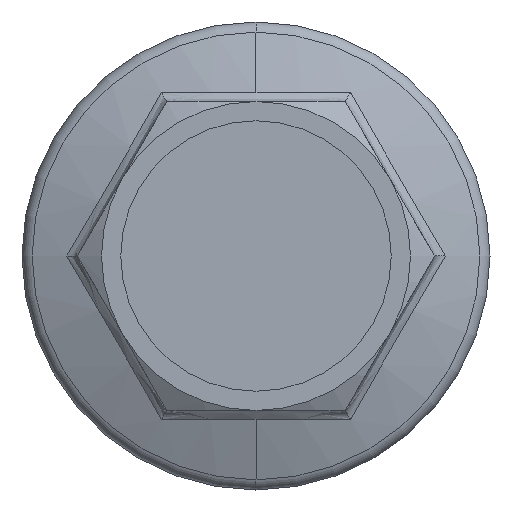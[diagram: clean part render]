
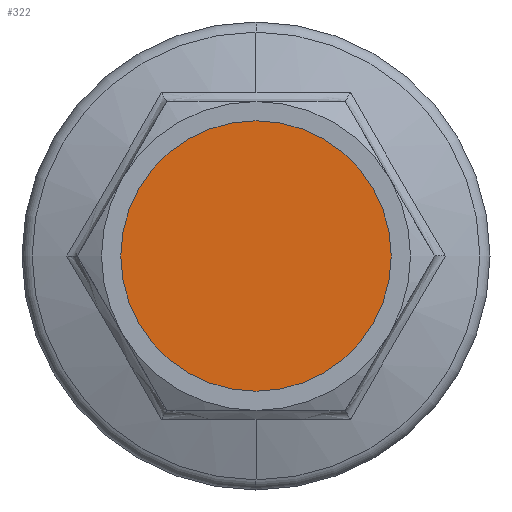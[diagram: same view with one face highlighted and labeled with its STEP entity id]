
A CAD part, left-side view. The second image highlights one B-rep face of the part: STEP entity #322.
In plain terms, the highlighted planar face has unit normal (-1, 0, 0).
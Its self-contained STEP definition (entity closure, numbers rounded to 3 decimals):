
#197 = EDGE_LOOP ( 'NONE', ( #221, #852 ) ) ;
#221 = ORIENTED_EDGE ( 'NONE', *, *, #497, .F. ) ;
#245 = CARTESIAN_POINT ( 'NONE',  ( 0.45, 0., 0. ) ) ;
#281 = CIRCLE ( 'NONE', #414, 3.063 ) ;
#293 = PLANE ( 'NONE',  #1012 ) ;
#296 = DIRECTION ( 'NONE',  ( 1., 0., 0. ) ) ;
#317 = DIRECTION ( 'NONE',  ( 0., 0., -1. ) ) ;
#322 = ADVANCED_FACE ( 'NONE', ( #333 ), #293, .F. ) ;
#333 = FACE_OUTER_BOUND ( 'NONE', #197, .T. ) ;
#370 = CIRCLE ( 'NONE', #636, 3.063 ) ;
#414 = AXIS2_PLACEMENT_3D ( 'NONE', #245, #807, #317 ) ;
#416 = VERTEX_POINT ( 'NONE', #726 ) ;
#466 = CARTESIAN_POINT ( 'NONE',  ( 0.45, 0., 3.063 ) ) ;
#497 = EDGE_CURVE ( 'NONE', #1020, #416, #370, .T. ) ;
#636 = AXIS2_PLACEMENT_3D ( 'NONE', #738, #657, #649 ) ;
#649 = DIRECTION ( 'NONE',  ( 0., 0., -1. ) ) ;
#657 = DIRECTION ( 'NONE',  ( 1., 0., 0. ) ) ;
#714 = DIRECTION ( 'NONE',  ( 0., 0., -1. ) ) ;
#726 = CARTESIAN_POINT ( 'NONE',  ( 0.45, 0., -3.063 ) ) ;
#738 = CARTESIAN_POINT ( 'NONE',  ( 0.45, 0., 0. ) ) ;
#807 = DIRECTION ( 'NONE',  ( 1., 0., 0. ) ) ;
#852 = ORIENTED_EDGE ( 'NONE', *, *, #895, .F. ) ;
#895 = EDGE_CURVE ( 'NONE', #416, #1020, #281, .T. ) ;
#1012 = AXIS2_PLACEMENT_3D ( 'NONE', #1021, #296, #714 ) ;
#1020 = VERTEX_POINT ( 'NONE', #466 ) ;
#1021 = CARTESIAN_POINT ( 'NONE',  ( 0.45, 0., 0. ) ) ;
